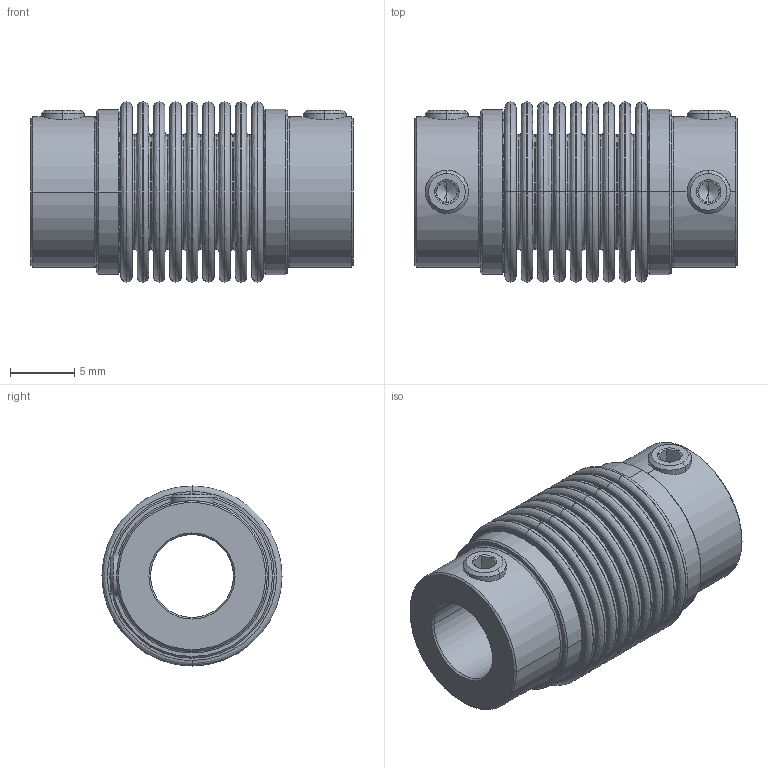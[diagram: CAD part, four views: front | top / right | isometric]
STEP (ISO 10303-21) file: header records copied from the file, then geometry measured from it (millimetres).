
FILE_DESCRIPTION (( 'STEP AP203' ), '1' );
FILE_NAME ('112010.stp', '2018-02-08T00:40:05', ( '' ), ( '' ), 'SwSTEP 2.0', 'SolidWorks 2012', '' );
FILE_SCHEMA (( 'CONFIG_CONTROL_DESIGN' ));
Length unit declared in the file: centimetre
Products named in the file (1): 112010
Bounding box: 24.99 x 13.97 x 13.97 mm (x, y, z)
Volume: 1591.5 mm3; surface area: 4856.3 mm2
Topology: 1 solids, 1 shells, 377 faces, 798 edges, 468 vertices
Faces by surface type: bspline 144, cylinder 112, plane 77, cone 44
Entity records: 17127 total; most frequent: CARTESIAN_POINT 9642, ORIENTED_EDGE 1580, DIRECTION 1502, EDGE_CURVE 790, AXIS2_PLACEMENT_3D 648, VERTEX_POINT 468, EDGE_LOOP 432, CIRCLE 414
